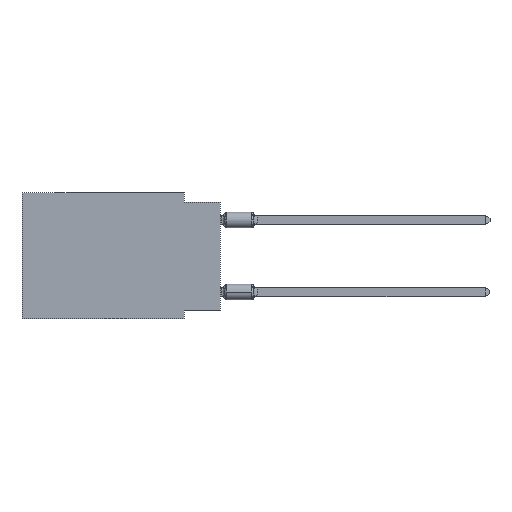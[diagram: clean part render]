
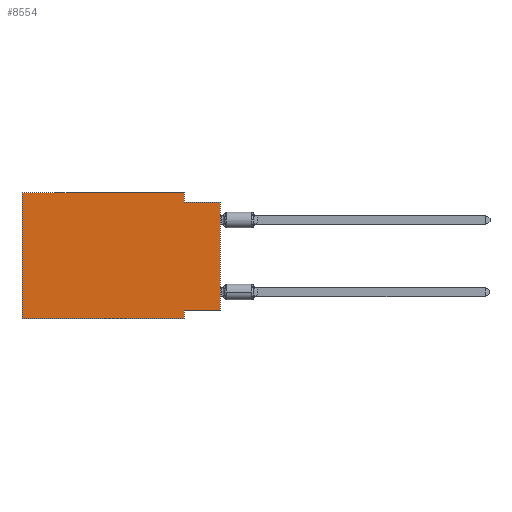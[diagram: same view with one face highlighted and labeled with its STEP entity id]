
A CAD part, left-side view. The second image highlights one B-rep face of the part: STEP entity #8554.
In plain terms, the highlighted planar face has unit normal (-1, 0, 0).
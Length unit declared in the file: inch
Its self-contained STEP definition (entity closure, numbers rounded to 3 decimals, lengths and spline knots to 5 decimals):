
#732 = VECTOR ( 'NONE', #10851, 39.37008 ) ;
#752 = LINE ( 'NONE', #12517, #12159 ) ;
#871 = ORIENTED_EDGE ( 'NONE', *, *, #10351, .F. ) ;
#1057 = LINE ( 'NONE', #7577, #6291 ) ;
#1170 = DIRECTION ( 'NONE',  ( 0., 0., -1. ) ) ;
#1308 = VERTEX_POINT ( 'NONE', #10954 ) ;
#1480 = CARTESIAN_POINT ( 'NONE',  ( 0., 0.55, 0. ) ) ;
#1548 = CARTESIAN_POINT ( 'NONE',  ( 0., 0.1, 0. ) ) ;
#1633 = CARTESIAN_POINT ( 'NONE',  ( 0., 0., 0. ) ) ;
#1641 = CARTESIAN_POINT ( 'NONE',  ( 0., 0., -0.325 ) ) ;
#2130 = VERTEX_POINT ( 'NONE', #9413 ) ;
#2211 = CARTESIAN_POINT ( 'NONE',  ( 0., 0., -0.025 ) ) ;
#2313 = EDGE_CURVE ( 'NONE', #11162, #1308, #1057, .T. ) ;
#2377 = DIRECTION ( 'NONE',  ( 0., 1., 0. ) ) ;
#2406 = AXIS2_PLACEMENT_3D ( 'NONE', #12062, #13091, #6894 ) ;
#2597 = DIRECTION ( 'NONE',  ( 0., 0., -1. ) ) ;
#2779 = VECTOR ( 'NONE', #3309, 39.37008 ) ;
#3309 = DIRECTION ( 'NONE',  ( 0., -1., 0. ) ) ;
#3394 = VECTOR ( 'NONE', #13031, 39.37008 ) ;
#3521 = LINE ( 'NONE', #1480, #732 ) ;
#3632 = ORIENTED_EDGE ( 'NONE', *, *, #4844, .F. ) ;
#4280 = VERTEX_POINT ( 'NONE', #11538 ) ;
#4288 = VECTOR ( 'NONE', #1170, 39.37008 ) ;
#4620 = LINE ( 'NONE', #5331, #4288 ) ;
#4805 = ORIENTED_EDGE ( 'NONE', *, *, #7913, .F. ) ;
#4844 = EDGE_CURVE ( 'NONE', #13207, #4280, #752, .T. ) ;
#5279 = EDGE_LOOP ( 'NONE', ( #11562, #871, #5416, #3632, #12496, #11616, #4805, #9367 ) ) ;
#5331 = CARTESIAN_POINT ( 'NONE',  ( 0., 0.1, -0.35 ) ) ;
#5416 = ORIENTED_EDGE ( 'NONE', *, *, #11548, .F. ) ;
#5783 = VERTEX_POINT ( 'NONE', #11948 ) ;
#6269 = LINE ( 'NONE', #9540, #8733 ) ;
#6291 = VECTOR ( 'NONE', #2377, 39.37008 ) ;
#6308 = DIRECTION ( 'NONE',  ( 0., -1., 0. ) ) ;
#6345 = EDGE_CURVE ( 'NONE', #5783, #13207, #3521, .T. ) ;
#6394 = DIRECTION ( 'NONE',  ( 0., -1., 0. ) ) ;
#6825 = VECTOR ( 'NONE', #2597, 39.37008 ) ;
#6894 = DIRECTION ( 'NONE',  ( 0., 0., -1. ) ) ;
#7316 = EDGE_CURVE ( 'NONE', #5783, #8378, #6269, .T. ) ;
#7577 = CARTESIAN_POINT ( 'NONE',  ( 0., 0., -0.325 ) ) ;
#7608 = CARTESIAN_POINT ( 'NONE',  ( 0., 0., -0.025 ) ) ;
#7913 = EDGE_CURVE ( 'NONE', #1308, #8378, #4620, .T. ) ;
#8004 = VERTEX_POINT ( 'NONE', #7608 ) ;
#8378 = VERTEX_POINT ( 'NONE', #8651 ) ;
#8554 = ADVANCED_FACE ( 'NONE', ( #10302 ), #11022, .F. ) ;
#8651 = CARTESIAN_POINT ( 'NONE',  ( 0., 0.1, -0.35 ) ) ;
#8733 = VECTOR ( 'NONE', #6394, 39.37008 ) ;
#9367 = ORIENTED_EDGE ( 'NONE', *, *, #2313, .F. ) ;
#9413 = CARTESIAN_POINT ( 'NONE',  ( 0., 0.1, -0.025 ) ) ;
#9540 = CARTESIAN_POINT ( 'NONE',  ( 0., 0.55, -0.35 ) ) ;
#9600 = LINE ( 'NONE', #1633, #3394 ) ;
#10302 = FACE_OUTER_BOUND ( 'NONE', #5279, .T. ) ;
#10351 = EDGE_CURVE ( 'NONE', #2130, #8004, #11077, .T. ) ;
#10851 = DIRECTION ( 'NONE',  ( 0., 0., 1. ) ) ;
#10954 = CARTESIAN_POINT ( 'NONE',  ( 0., 0.1, -0.325 ) ) ;
#11022 = PLANE ( 'NONE',  #2406 ) ;
#11077 = LINE ( 'NONE', #2211, #2779 ) ;
#11162 = VERTEX_POINT ( 'NONE', #1641 ) ;
#11538 = CARTESIAN_POINT ( 'NONE',  ( 0., 0.1, 0. ) ) ;
#11548 = EDGE_CURVE ( 'NONE', #4280, #2130, #12333, .T. ) ;
#11562 = ORIENTED_EDGE ( 'NONE', *, *, #11603, .T. ) ;
#11603 = EDGE_CURVE ( 'NONE', #11162, #8004, #9600, .T. ) ;
#11616 = ORIENTED_EDGE ( 'NONE', *, *, #7316, .T. ) ;
#11776 = CARTESIAN_POINT ( 'NONE',  ( 0., 0.55, 0. ) ) ;
#11948 = CARTESIAN_POINT ( 'NONE',  ( 0., 0.55, -0.35 ) ) ;
#12062 = CARTESIAN_POINT ( 'NONE',  ( 0., 0.55, 0. ) ) ;
#12159 = VECTOR ( 'NONE', #6308, 39.37008 ) ;
#12333 = LINE ( 'NONE', #1548, #6825 ) ;
#12496 = ORIENTED_EDGE ( 'NONE', *, *, #6345, .F. ) ;
#12517 = CARTESIAN_POINT ( 'NONE',  ( 0., 0.55, 0. ) ) ;
#13031 = DIRECTION ( 'NONE',  ( 0., 0., 1. ) ) ;
#13091 = DIRECTION ( 'NONE',  ( 1., 0., 0. ) ) ;
#13207 = VERTEX_POINT ( 'NONE', #11776 ) ;
